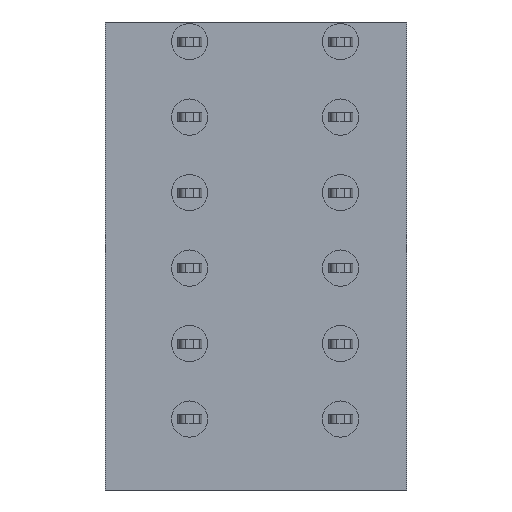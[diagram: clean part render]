
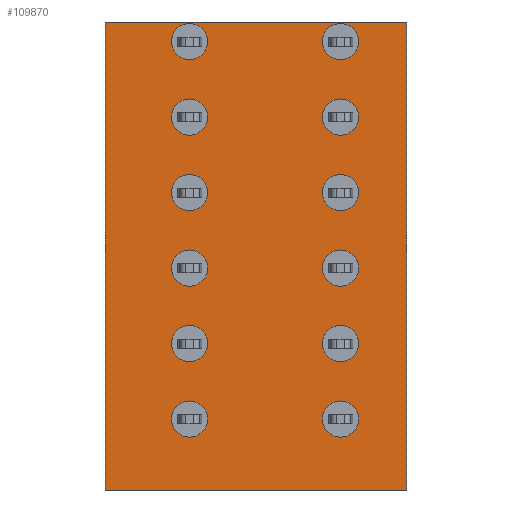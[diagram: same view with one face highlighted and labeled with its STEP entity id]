
A CAD part, front view. The second image highlights one B-rep face of the part: STEP entity #109870.
In plain terms, the highlighted planar face has unit normal (0, -1, 0).
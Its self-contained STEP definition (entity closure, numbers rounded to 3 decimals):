
#12790=CARTESIAN_POINT('',(-13.539,-17.222,5.55));
#12800=VERTEX_POINT('',#12790);
#12950=CARTESIAN_POINT('',(-3.539,-17.222,5.55));
#12960=VERTEX_POINT('',#12950);
#12990=CARTESIAN_POINT('',(0.,-17.222,5.55));
#13000=DIRECTION('',(1.,0.,0.));
#13010=VECTOR('',#13000,1.);
#13020=LINE('',#12990,#13010);
#13030=EDGE_CURVE('',#12800,#12960,#13020,.T.);
#15200=CARTESIAN_POINT('',(-10.139,-17.222,4.9));
#15210=VERTEX_POINT('',#15200);
#15260=CARTESIAN_POINT('',(-10.739,-17.222,4.9));
#15270=DIRECTION('',(0.,-1.,0.));
#15280=DIRECTION('',(1.,0.,0.));
#15290=AXIS2_PLACEMENT_3D('',#15260,#15270,#15280);
#15300=CIRCLE('',#15290,0.6);
#15310=CARTESIAN_POINT('',(-11.339,-17.222,4.9));
#15320=VERTEX_POINT('',#15310);
#15330=EDGE_CURVE('',#15320,#15210,#15300,.T.);
#19280=CARTESIAN_POINT('',(-5.139,-17.222,4.9));
#19290=VERTEX_POINT('',#19280);
#19340=CARTESIAN_POINT('',(-5.739,-17.222,4.9));
#19350=DIRECTION('',(0.,-1.,0.));
#19360=DIRECTION('',(1.,0.,0.));
#19370=AXIS2_PLACEMENT_3D('',#19340,#19350,#19360);
#19380=CIRCLE('',#19370,0.6);
#19390=CARTESIAN_POINT('',(-6.339,-17.222,4.9));
#19400=VERTEX_POINT('',#19390);
#19410=EDGE_CURVE('',#19400,#19290,#19380,.T.);
#26060=CARTESIAN_POINT('',(-10.139,-17.222,2.4));
#26070=VERTEX_POINT('',#26060);
#26120=CARTESIAN_POINT('',(-10.739,-17.222,2.4));
#26130=DIRECTION('',(0.,-1.,0.));
#26140=DIRECTION('',(1.,0.,0.));
#26150=AXIS2_PLACEMENT_3D('',#26120,#26130,#26140);
#26160=CIRCLE('',#26150,0.6);
#26170=CARTESIAN_POINT('',(-11.339,-17.222,2.4));
#26180=VERTEX_POINT('',#26170);
#26190=EDGE_CURVE('',#26180,#26070,#26160,.T.);
#30140=CARTESIAN_POINT('',(-5.139,-17.222,2.4));
#30150=VERTEX_POINT('',#30140);
#30200=CARTESIAN_POINT('',(-5.739,-17.222,2.4));
#30210=DIRECTION('',(0.,-1.,0.));
#30220=DIRECTION('',(1.,0.,0.));
#30230=AXIS2_PLACEMENT_3D('',#30200,#30210,#30220);
#30240=CIRCLE('',#30230,0.6);
#30250=CARTESIAN_POINT('',(-6.339,-17.222,2.4));
#30260=VERTEX_POINT('',#30250);
#30270=EDGE_CURVE('',#30260,#30150,#30240,.T.);
#53530=CARTESIAN_POINT('',(-10.139,-17.222,-0.1));
#53540=VERTEX_POINT('',#53530);
#53590=CARTESIAN_POINT('',(-10.739,-17.222,-0.1));
#53600=DIRECTION('',(0.,-1.,0.));
#53610=DIRECTION('',(1.,0.,0.));
#53620=AXIS2_PLACEMENT_3D('',#53590,#53600,#53610);
#53630=CIRCLE('',#53620,0.6);
#53640=CARTESIAN_POINT('',(-11.339,-17.222,-0.1));
#53650=VERTEX_POINT('',#53640);
#53660=EDGE_CURVE('',#53650,#53540,#53630,.T.);
#57610=CARTESIAN_POINT('',(-5.139,-17.222,-0.1));
#57620=VERTEX_POINT('',#57610);
#57670=CARTESIAN_POINT('',(-5.739,-17.222,-0.1));
#57680=DIRECTION('',(0.,-1.,0.));
#57690=DIRECTION('',(1.,0.,0.));
#57700=AXIS2_PLACEMENT_3D('',#57670,#57680,#57690);
#57710=CIRCLE('',#57700,0.6);
#57720=CARTESIAN_POINT('',(-6.339,-17.222,-0.1));
#57730=VERTEX_POINT('',#57720);
#57740=EDGE_CURVE('',#57730,#57620,#57710,.T.);
#80270=CARTESIAN_POINT('',(-10.139,-17.222,-2.6));
#80280=VERTEX_POINT('',#80270);
#80330=CARTESIAN_POINT('',(-10.739,-17.222,-2.6));
#80340=DIRECTION('',(0.,-1.,0.));
#80350=DIRECTION('',(1.,0.,0.));
#80360=AXIS2_PLACEMENT_3D('',#80330,#80340,#80350);
#80370=CIRCLE('',#80360,0.6);
#80380=CARTESIAN_POINT('',(-11.339,-17.222,-2.6));
#80390=VERTEX_POINT('',#80380);
#80400=EDGE_CURVE('',#80390,#80280,#80370,.T.);
#84350=CARTESIAN_POINT('',(-5.139,-17.222,-2.6));
#84360=VERTEX_POINT('',#84350);
#84410=CARTESIAN_POINT('',(-5.739,-17.222,-2.6));
#84420=DIRECTION('',(0.,-1.,0.));
#84430=DIRECTION('',(1.,0.,0.));
#84440=AXIS2_PLACEMENT_3D('',#84410,#84420,#84430);
#84450=CIRCLE('',#84440,0.6);
#84460=CARTESIAN_POINT('',(-6.339,-17.222,-2.6));
#84470=VERTEX_POINT('',#84460);
#84480=EDGE_CURVE('',#84470,#84360,#84450,.T.);
#108570=CARTESIAN_POINT('',(-4.758,-17.222,
-6.205));
#108580=DIRECTION('',(0.,-1.,0.));
#108590=DIRECTION('',(1.,0.,0.));
#108600=AXIS2_PLACEMENT_3D('',#108570,#108580,#108590);
#108610=PLANE('',#108600);
#108620=CARTESIAN_POINT('',(0.,-17.222,-9.95));
#108630=DIRECTION('',(1.,0.,0.));
#108640=VECTOR('',#108630,1.);
#108650=LINE('',#108620,#108640);
#108660=CARTESIAN_POINT('',(-13.539,-17.222,-9.95));
#108670=VERTEX_POINT('',#108660);
#108680=CARTESIAN_POINT('',(-3.539,-17.222,-9.95));
#108690=VERTEX_POINT('',#108680);
#108700=EDGE_CURVE('',#108670,#108690,#108650,.T.);
#108710=ORIENTED_EDGE('',*,*,#108700,.T.);
#108720=CARTESIAN_POINT('',(-13.539,-17.222,-10.));
#108730=DIRECTION('',(0.,0.,1.));
#108740=VECTOR('',#108730,1.);
#108750=LINE('',#108720,#108740);
#108760=EDGE_CURVE('',#108670,#12800,#108750,.T.);
#108770=ORIENTED_EDGE('',*,*,#108760,.F.);
#108780=ORIENTED_EDGE('',*,*,#13030,.F.);
#108790=CARTESIAN_POINT('',(-3.539,-17.222,-10.));
#108800=DIRECTION('',(0.,0.,-1.));
#108810=VECTOR('',#108800,1.);
#108820=LINE('',#108790,#108810);
#108830=EDGE_CURVE('',#12960,#108690,#108820,.T.);
#108840=ORIENTED_EDGE('',*,*,#108830,.F.);
#108850=EDGE_LOOP('',(#108840,#108780,#108770,#108710));
#108860=FACE_OUTER_BOUND('',#108850,.T.);
#108870=CARTESIAN_POINT('',(-10.739,-17.222,-5.1));
#108880=DIRECTION('',(0.,-1.,0.));
#108890=DIRECTION('',(1.,0.,0.));
#108900=AXIS2_PLACEMENT_3D('',#108870,#108880,#108890);
#108910=CIRCLE('',#108900,0.6);
#108920=CARTESIAN_POINT('',(-10.139,-17.222,-5.1));
#108930=VERTEX_POINT('',#108920);
#108940=CARTESIAN_POINT('',(-11.339,-17.222,-5.1));
#108950=VERTEX_POINT('',#108940);
#108960=EDGE_CURVE('',#108930,#108950,#108910,.T.);
#108970=ORIENTED_EDGE('',*,*,#108960,.F.);
#108980=EDGE_CURVE('',#108950,#108930,#108910,.T.);
#108990=ORIENTED_EDGE('',*,*,#108980,.F.);
#109000=EDGE_LOOP('',(#108990,#108970));
#109010=FACE_BOUND('',#109000,.T.);
#109020=CARTESIAN_POINT('',(-5.739,-17.222,-5.1));
#109030=DIRECTION('',(0.,-1.,0.));
#109040=DIRECTION('',(1.,0.,0.));
#109050=AXIS2_PLACEMENT_3D('',#109020,#109030,#109040);
#109060=CIRCLE('',#109050,0.6);
#109070=CARTESIAN_POINT('',(-5.139,-17.222,-5.1));
#109080=VERTEX_POINT('',#109070);
#109090=CARTESIAN_POINT('',(-6.339,-17.222,-5.1));
#109100=VERTEX_POINT('',#109090);
#109110=EDGE_CURVE('',#109080,#109100,#109060,.T.);
#109120=ORIENTED_EDGE('',*,*,#109110,.F.);
#109130=EDGE_CURVE('',#109100,#109080,#109060,.T.);
#109140=ORIENTED_EDGE('',*,*,#109130,.F.);
#109150=EDGE_LOOP('',(#109140,#109120));
#109160=FACE_BOUND('',#109150,.T.);
#109170=EDGE_CURVE('',#80280,#80390,#80370,.T.);
#109180=ORIENTED_EDGE('',*,*,#109170,.F.);
#109190=ORIENTED_EDGE('',*,*,#80400,.F.);
#109200=EDGE_LOOP('',(#109190,#109180));
#109210=FACE_BOUND('',#109200,.T.);
#109220=EDGE_CURVE('',#84360,#84470,#84450,.T.);
#109230=ORIENTED_EDGE('',*,*,#109220,.F.);
#109240=ORIENTED_EDGE('',*,*,#84480,.F.);
#109250=EDGE_LOOP('',(#109240,#109230));
#109260=FACE_BOUND('',#109250,.T.);
#109270=EDGE_CURVE('',#53540,#53650,#53630,.T.);
#109280=ORIENTED_EDGE('',*,*,#109270,.F.);
#109290=ORIENTED_EDGE('',*,*,#53660,.F.);
#109300=EDGE_LOOP('',(#109290,#109280));
#109310=FACE_BOUND('',#109300,.T.);
#109320=EDGE_CURVE('',#57620,#57730,#57710,.T.);
#109330=ORIENTED_EDGE('',*,*,#109320,.F.);
#109340=ORIENTED_EDGE('',*,*,#57740,.F.);
#109350=EDGE_LOOP('',(#109340,#109330));
#109360=FACE_BOUND('',#109350,.T.);
#109370=EDGE_CURVE('',#26070,#26180,#26160,.T.);
#109380=ORIENTED_EDGE('',*,*,#109370,.F.);
#109390=ORIENTED_EDGE('',*,*,#26190,.F.);
#109400=EDGE_LOOP('',(#109390,#109380));
#109410=FACE_BOUND('',#109400,.T.);
#109420=EDGE_CURVE('',#30150,#30260,#30240,.T.);
#109430=ORIENTED_EDGE('',*,*,#109420,.F.);
#109440=ORIENTED_EDGE('',*,*,#30270,.F.);
#109450=EDGE_LOOP('',(#109440,#109430));
#109460=FACE_BOUND('',#109450,.T.);
#109470=EDGE_CURVE('',#15210,#15320,#15300,.T.);
#109480=ORIENTED_EDGE('',*,*,#109470,.F.);
#109490=ORIENTED_EDGE('',*,*,#15330,.F.);
#109500=EDGE_LOOP('',(#109490,#109480));
#109510=FACE_BOUND('',#109500,.T.);
#109520=EDGE_CURVE('',#19290,#19400,#19380,.T.);
#109530=ORIENTED_EDGE('',*,*,#109520,.F.);
#109540=ORIENTED_EDGE('',*,*,#19410,.F.);
#109550=EDGE_LOOP('',(#109540,#109530));
#109560=FACE_BOUND('',#109550,.T.);
#109570=CARTESIAN_POINT('',(-10.739,-17.222,-7.6));
#109580=DIRECTION('',(0.,-1.,0.));
#109590=DIRECTION('',(1.,0.,0.));
#109600=AXIS2_PLACEMENT_3D('',#109570,#109580,#109590);
#109610=CIRCLE('',#109600,0.6);
#109620=CARTESIAN_POINT('',(-10.139,-17.222,-7.6));
#109630=VERTEX_POINT('',#109620);
#109640=CARTESIAN_POINT('',(-11.339,-17.222,-7.6));
#109650=VERTEX_POINT('',#109640);
#109660=EDGE_CURVE('',#109630,#109650,#109610,.T.);
#109670=ORIENTED_EDGE('',*,*,#109660,.F.);
#109680=EDGE_CURVE('',#109650,#109630,#109610,.T.);
#109690=ORIENTED_EDGE('',*,*,#109680,.F.);
#109700=EDGE_LOOP('',(#109690,#109670));
#109710=FACE_BOUND('',#109700,.T.);
#109720=CARTESIAN_POINT('',(-5.739,-17.222,-7.6));
#109730=DIRECTION('',(0.,-1.,0.));
#109740=DIRECTION('',(1.,0.,0.));
#109750=AXIS2_PLACEMENT_3D('',#109720,#109730,#109740);
#109760=CIRCLE('',#109750,0.6);
#109770=CARTESIAN_POINT('',(-5.139,-17.222,-7.6));
#109780=VERTEX_POINT('',#109770);
#109790=CARTESIAN_POINT('',(-6.339,-17.222,-7.6));
#109800=VERTEX_POINT('',#109790);
#109810=EDGE_CURVE('',#109780,#109800,#109760,.T.);
#109820=ORIENTED_EDGE('',*,*,#109810,.F.);
#109830=EDGE_CURVE('',#109800,#109780,#109760,.T.);
#109840=ORIENTED_EDGE('',*,*,#109830,.F.);
#109850=EDGE_LOOP('',(#109840,#109820));
#109860=FACE_BOUND('',#109850,.T.);
#109870=ADVANCED_FACE('',(#108860,#109010,#109160,#109210,#109260,
#109310,#109360,#109410,#109460,#109510,#109560,#109710,#109860),#108610
,.T.);
